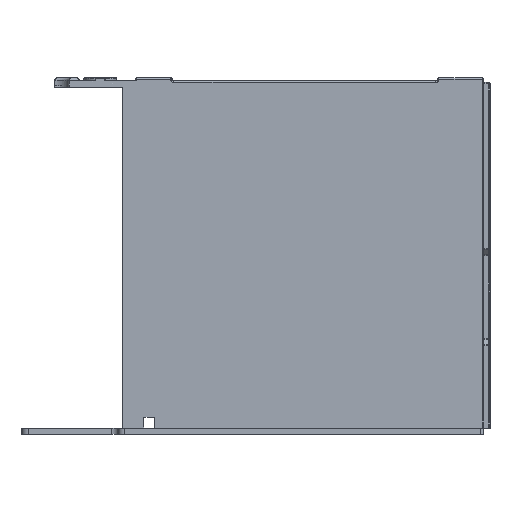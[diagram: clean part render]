
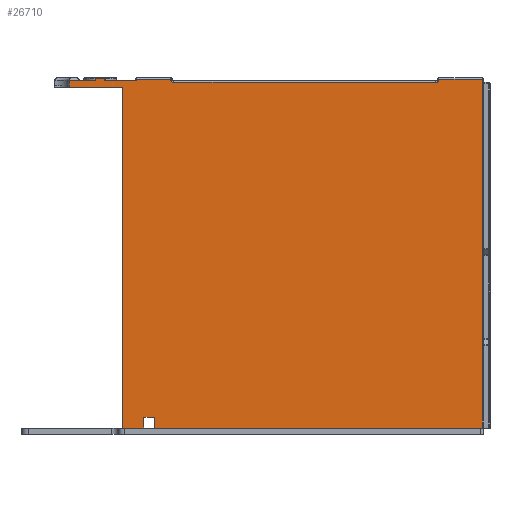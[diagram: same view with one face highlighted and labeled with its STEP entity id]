
A CAD part, left-side view. The second image highlights one B-rep face of the part: STEP entity #26710.
In plain terms, the highlighted planar face has unit normal (-1, 0, 0).
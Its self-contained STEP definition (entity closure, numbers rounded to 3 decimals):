
#1752=DIRECTION('',(0.,1.,0.));
#1753=VECTOR('',#1752,3.5);
#1754=CARTESIAN_POINT('',(65.,-0.1,-101.5));
#1755=LINE('',#1754,#1753);
#1756=DIRECTION('',(0.,0.,1.));
#1757=VECTOR('',#1756,3.5);
#1758=CARTESIAN_POINT('',(65.,3.4,-105.));
#1759=LINE('',#1758,#1757);
#1760=DIRECTION('',(0.,-1.,0.));
#1761=VECTOR('',#1760,6.8);
#1762=CARTESIAN_POINT('',(65.,10.2,-105.));
#1763=LINE('',#1762,#1761);
#1764=DIRECTION('',(0.,-1.,0.));
#1765=VECTOR('',#1764,17.3);
#1766=CARTESIAN_POINT('',(65.,27.5,5.));
#1767=LINE('',#1766,#1765);
#1768=CARTESIAN_POINT('',(65.,-90.8,7.5));
#1769=DIRECTION('',(1.,0.,0.));
#1770=DIRECTION('',(0.,-1.,0.));
#1771=AXIS2_PLACEMENT_3D('',#1768,#1769,#1770);
#1773=DIRECTION('',(0.,-1.,0.));
#1774=VECTOR('',#1773,105.7);
#1775=CARTESIAN_POINT('',(65.,-0.1,-105.));
#1776=LINE('',#1775,#1774);
#1777=DIRECTION('',(0.,0.,1.));
#1778=VECTOR('',#1777,3.5);
#1779=CARTESIAN_POINT('',(65.,-0.1,-105.));
#1780=LINE('',#1779,#1778);
#1829=DIRECTION('',(0.,0.,1.));
#1830=VECTOR('',#1829,110.);
#1831=CARTESIAN_POINT('',(65.,10.2,-105.));
#1832=LINE('',#1831,#1830);
#16897=DIRECTION('',(0.,0.,-1.));
#16898=VECTOR('',#16897,112.5);
#16899=CARTESIAN_POINT('',(65.,-105.8,7.5));
#16900=LINE('',#16899,#16898);
#16951=DIRECTION('',(0.,-1.,0.));
#16952=VECTOR('',#16951,14.);
#16953=CARTESIAN_POINT('',(65.,-91.8,
7.5));
#16954=LINE('',#16953,#16952);
#16983=DIRECTION('',(0.,-1.,0.));
#16984=VECTOR('',#16983,84.5);
#16985=CARTESIAN_POINT('',(65.,-6.3,
6.5));
#16986=LINE('',#16985,#16984);
#16992=CARTESIAN_POINT('',(65.,-6.3,
7.5));
#16993=DIRECTION('',(-1.,0.,0.));
#16994=DIRECTION('',(0.,1.,0.));
#16995=AXIS2_PLACEMENT_3D('',#16992,#16993,#16994);
#17259=DIRECTION('',(0.,-1.,0.));
#17260=VECTOR('',#17259,11.);
#17261=CARTESIAN_POINT('',(65.,5.7,7.5));
#17262=LINE('',#17261,#17260);
#17278=DIRECTION('',(0.,0.,1.));
#17279=VECTOR('',#17278,0.5);
#17280=CARTESIAN_POINT('',(65.,5.7,7.));
#17281=LINE('',#17280,#17279);
#17286=DIRECTION('',(0.,-1.,0.));
#17287=VECTOR('',#17286,10.174);
#17288=CARTESIAN_POINT('',(65.005,15.874,7.));
#17289=LINE('',#17288,#17287);
#17313=DIRECTION('',(0.001,-1.,0.));
#17314=VECTOR('',#17313,5.074);
#17315=CARTESIAN_POINT('',(65.,24.2,7.));
#17316=LINE('',#17315,#17314);
#17340=CARTESIAN_POINT('',(65.,15.931,7.));
#17341=CARTESIAN_POINT('',(65.,15.91,7.));
#17342=CARTESIAN_POINT('',(65.005,15.895,7.));
#17343=CARTESIAN_POINT('',(65.005,15.874,7.));
#17345=DIRECTION('',(0.,0.,-1.));
#17346=VECTOR('',#17345,0.8);
#17347=CARTESIAN_POINT('',(65.,15.931,7.8));
#17348=LINE('',#17347,#17346);
#17359=DIRECTION('',(0.,-1.,0.));
#17360=VECTOR('',#17359,3.138);
#17361=CARTESIAN_POINT('',(65.,19.069,7.8));
#17362=LINE('',#17361,#17360);
#17387=CARTESIAN_POINT('',(65.005,19.126,7.));
#17388=CARTESIAN_POINT('',(65.005,19.105,7.));
#17389=CARTESIAN_POINT('',(65.,19.09,7.));
#17390=CARTESIAN_POINT('',(65.,19.069,7.));
#17392=DIRECTION('',(0.,0.,1.));
#17393=VECTOR('',#17392,0.8);
#17394=CARTESIAN_POINT('',(65.,19.069,7.));
#17395=LINE('',#17394,#17393);
#17575=DIRECTION('',(0.,0.,1.));
#17576=VECTOR('',#17575,2.);
#17577=CARTESIAN_POINT('',(65.,27.5,5.));
#17578=LINE('',#17577,#17576);
#17626=DIRECTION('',(0.,-1.,0.));
#17627=VECTOR('',#17626,3.3);
#17628=CARTESIAN_POINT('',(65.,27.5,7.));
#17629=LINE('',#17628,#17627);
#19008=CARTESIAN_POINT('',(65.,10.2,-105.));
#19009=VERTEX_POINT('',#19008);
#19011=CARTESIAN_POINT('',(65.,-105.8,-105.));
#19013=VERTEX_POINT('',#19011);
#19878=CARTESIAN_POINT('',(65.,27.5,5.));
#19879=VERTEX_POINT('',#19878);
#19880=CARTESIAN_POINT('',(65.,10.2,5.));
#19881=VERTEX_POINT('',#19880);
#20196=CARTESIAN_POINT('',(65.,-91.8,7.5));
#20197=VERTEX_POINT('',#20196);
#20198=CARTESIAN_POINT('',(65.,-105.8,7.5));
#20199=VERTEX_POINT('',#20198);
#20204=CARTESIAN_POINT('',(65.,-90.8,
6.5));
#20205=VERTEX_POINT('',#20204);
#20222=CARTESIAN_POINT('',(65.,-6.3,
6.5));
#20223=VERTEX_POINT('',#20222);
#20224=CARTESIAN_POINT('',(65.,15.931,7.8));
#20225=CARTESIAN_POINT('',(65.,15.931,7.));
#20226=VERTEX_POINT('',#20224);
#20227=VERTEX_POINT('',#20225);
#20228=CARTESIAN_POINT('',(65.,5.7,7.));
#20229=CARTESIAN_POINT('',(65.,5.7,7.5));
#20230=VERTEX_POINT('',#20228);
#20231=VERTEX_POINT('',#20229);
#20232=CARTESIAN_POINT('',(65.,-5.3,
7.5));
#20233=VERTEX_POINT('',#20232);
#20234=CARTESIAN_POINT('',(65.,27.5,7.));
#20235=VERTEX_POINT('',#20234);
#20236=CARTESIAN_POINT('',(65.,24.2,7.));
#20237=VERTEX_POINT('',#20236);
#20238=CARTESIAN_POINT('',(65.,19.069,7.));
#20239=CARTESIAN_POINT('',(65.,19.069,7.8));
#20240=VERTEX_POINT('',#20238);
#20241=VERTEX_POINT('',#20239);
#20244=CARTESIAN_POINT('',(65.005,15.874,7.));
#20245=VERTEX_POINT('',#20244);
#20266=CARTESIAN_POINT('',(65.005,19.126,7.));
#20267=VERTEX_POINT('',#20266);
#24144=CARTESIAN_POINT('',(65.,3.4,-105.));
#24146=VERTEX_POINT('',#24144);
#24148=CARTESIAN_POINT('',(65.,-0.1,-101.5));
#24149=CARTESIAN_POINT('',(65.,3.4,-101.5));
#24150=VERTEX_POINT('',#24148);
#24151=VERTEX_POINT('',#24149);
#24152=CARTESIAN_POINT('',(65.,-0.1,-105.));
#24153=VERTEX_POINT('',#24152);
#26661=CARTESIAN_POINT('',(65.,-106.3,-89.));
#26662=DIRECTION('',(-1.,0.,0.));
#26663=DIRECTION('',(0.,-1.,0.));
#26664=AXIS2_PLACEMENT_3D('',#26661,#26662,#26663);
#26665=PLANE('',#26664);
#26667=ORIENTED_EDGE('',*,*,#26666,.T.);
#26668=ORIENTED_EDGE('',*,*,#26652,.F.);
#26669=ORIENTED_EDGE('',*,*,#26477,.F.);
#26671=ORIENTED_EDGE('',*,*,#26670,.T.);
#26672=ORIENTED_EDGE('',*,*,#25342,.F.);
#26674=ORIENTED_EDGE('',*,*,#26673,.T.);
#26676=ORIENTED_EDGE('',*,*,#26675,.T.);
#26678=ORIENTED_EDGE('',*,*,#26677,.T.);
#26680=ORIENTED_EDGE('',*,*,#26679,.T.);
#26682=ORIENTED_EDGE('',*,*,#26681,.T.);
#26684=ORIENTED_EDGE('',*,*,#26683,.T.);
#26686=ORIENTED_EDGE('',*,*,#26685,.T.);
#26688=ORIENTED_EDGE('',*,*,#26687,.T.);
#26690=ORIENTED_EDGE('',*,*,#26689,.T.);
#26692=ORIENTED_EDGE('',*,*,#26691,.T.);
#26694=ORIENTED_EDGE('',*,*,#26693,.T.);
#26696=ORIENTED_EDGE('',*,*,#26695,.T.);
#26698=ORIENTED_EDGE('',*,*,#26697,.T.);
#26700=ORIENTED_EDGE('',*,*,#26699,.F.);
#26702=ORIENTED_EDGE('',*,*,#26701,.T.);
#26704=ORIENTED_EDGE('',*,*,#26703,.T.);
#26705=ORIENTED_EDGE('',*,*,#26555,.F.);
#26707=ORIENTED_EDGE('',*,*,#26706,.T.);
#26708=EDGE_LOOP('',(#26667,#26668,#26669,#26671,#26672,#26674,#26676,#26678,
#26680,#26682,#26684,#26686,#26688,#26690,#26692,#26694,#26696,#26698,#26700,
#26702,#26704,#26705,#26707));
#26709=FACE_OUTER_BOUND('',#26708,.F.);
#26710=ADVANCED_FACE('',(#26709),#26665,.T.);
#1772=CIRCLE('',#1771,1.);
#16996=CIRCLE('',#16995,1.);
#17344=B_SPLINE_CURVE_WITH_KNOTS('',3,(#17340,#17341,#17342,#17343),
.UNSPECIFIED.,.F.,.F.,(4,4),(0.,1.),.UNSPECIFIED.);
#17391=B_SPLINE_CURVE_WITH_KNOTS('',3,(#17387,#17388,#17389,#17390),
.UNSPECIFIED.,.F.,.F.,(4,4),(0.,1.),.UNSPECIFIED.);
#25342=EDGE_CURVE('',#19879,#19881,#1767,.T.);
#26477=EDGE_CURVE('',#19009,#24146,#1763,.T.);
#26555=EDGE_CURVE('',#24153,#19013,#1776,.T.);
#26652=EDGE_CURVE('',#24146,#24151,#1759,.T.);
#26666=EDGE_CURVE('',#24150,#24151,#1755,.T.);
#26670=EDGE_CURVE('',#19009,#19881,#1832,.T.);
#26673=EDGE_CURVE('',#19879,#20235,#17578,.T.);
#26675=EDGE_CURVE('',#20235,#20237,#17629,.T.);
#26677=EDGE_CURVE('',#20237,#20267,#17316,.T.);
#26679=EDGE_CURVE('',#20267,#20240,#17391,.T.);
#26681=EDGE_CURVE('',#20240,#20241,#17395,.T.);
#26683=EDGE_CURVE('',#20241,#20226,#17362,.T.);
#26685=EDGE_CURVE('',#20226,#20227,#17348,.T.);
#26687=EDGE_CURVE('',#20227,#20245,#17344,.T.);
#26689=EDGE_CURVE('',#20245,#20230,#17289,.T.);
#26691=EDGE_CURVE('',#20230,#20231,#17281,.T.);
#26693=EDGE_CURVE('',#20231,#20233,#17262,.T.);
#26695=EDGE_CURVE('',#20233,#20223,#16996,.T.);
#26697=EDGE_CURVE('',#20223,#20205,#16986,.T.);
#26699=EDGE_CURVE('',#20197,#20205,#1772,.T.);
#26701=EDGE_CURVE('',#20197,#20199,#16954,.T.);
#26703=EDGE_CURVE('',#20199,#19013,#16900,.T.);
#26706=EDGE_CURVE('',#24153,#24150,#1780,.T.);
